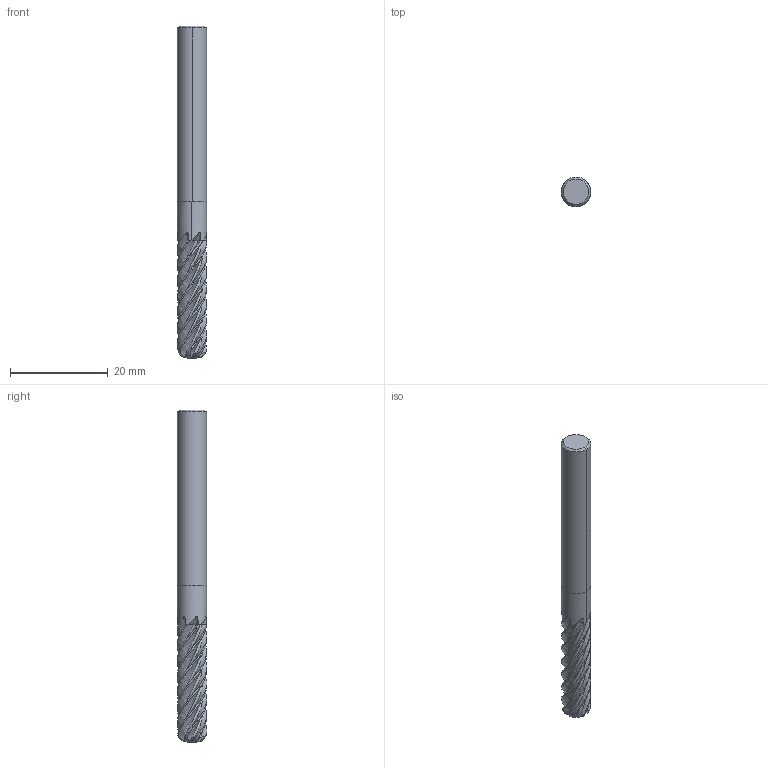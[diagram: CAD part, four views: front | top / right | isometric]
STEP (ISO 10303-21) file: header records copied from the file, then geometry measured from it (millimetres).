
FILE_DESCRIPTION(('no description'),'unknown implementation level');
FILE_NAME('EXPK1-M03-0223-6_2-Detail.stp',' ',('CIMSOURCE GmbH'),('CADClick - KiM GmbH - www.kimweb.de'),'unknown preprocess','ACIS','unknown authorization');
FILE_SCHEMA(('automotive_design'));
Length unit declared in the file: millimetre
Products named in the file (2): NOCUT; CUT
Bounding box: 6 x 6 x 68 mm (x, y, z)
Volume: 1648.9 mm3; surface area: 1867.5 mm2
Topology: 2 solids, 2 shells, 202 faces, 589 edges, 391 vertices
Faces by surface type: plane 74, bspline 56, revolution 28, cone 25, cylinder 10, torus 9
Entity records: 33332 total; most frequent: CARTESIAN_POINT 22032, STYLED_ITEM 1184, PRESENTATION_STYLE_ASSIGNMENT 1184, COLOUR_RGB 1184, ORIENTED_EDGE 1178, DIRECTION 730, EDGE_CURVE 589, CURVE_STYLE 589
